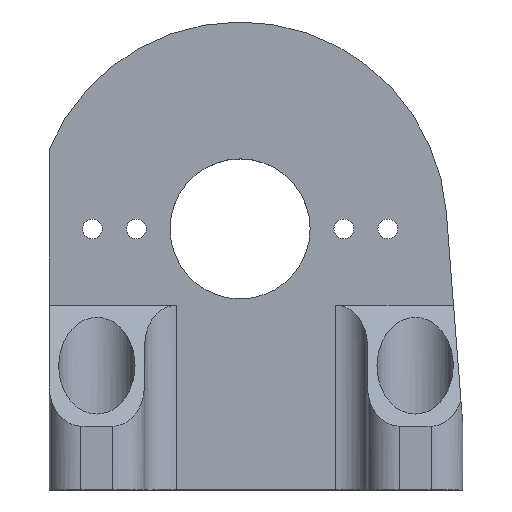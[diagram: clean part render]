
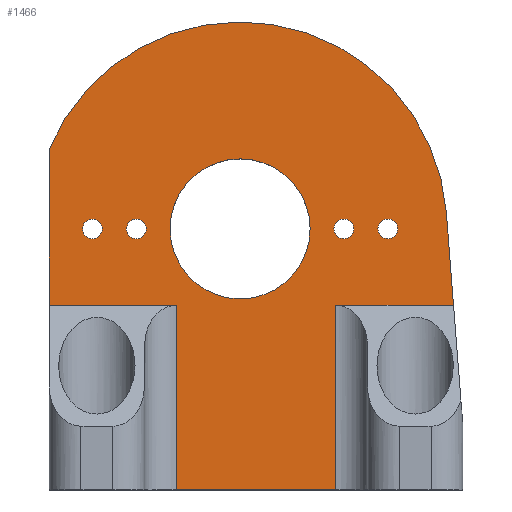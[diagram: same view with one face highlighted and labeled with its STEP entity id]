
A CAD part, top view. The second image highlights one B-rep face of the part: STEP entity #1466.
In plain terms, the highlighted planar face has unit normal (0, 0, 1).
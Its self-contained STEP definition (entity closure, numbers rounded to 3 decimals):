
#185=DIRECTION('',(1.,0.,0.));
#186=VECTOR('',#185,18.527);
#187=CARTESIAN_POINT('',(15.,29.,7.));
#188=LINE('',#187,#186);
#276=DIRECTION('',(1.,0.,0.));
#277=VECTOR('',#276,20.);
#278=CARTESIAN_POINT('',(-30.,29.,7.));
#279=LINE('',#278,#277);
#308=CARTESIAN_POINT('',(0.,41.,7.));
#309=DIRECTION('',(0.,0.,-1.));
#310=DIRECTION('',(1.,0.,0.));
#311=AXIS2_PLACEMENT_3D('',#308,#309,#310);
#313=CARTESIAN_POINT('',(0.,41.,7.));
#314=DIRECTION('',(0.,0.,-1.));
#315=DIRECTION('',(-1.,0.,0.));
#316=AXIS2_PLACEMENT_3D('',#313,#314,#315);
#318=CARTESIAN_POINT('',(16.3,41.,7.));
#319=DIRECTION('',(0.,0.,-1.));
#320=DIRECTION('',(-1.,0.,0.));
#321=AXIS2_PLACEMENT_3D('',#318,#319,#320);
#323=CARTESIAN_POINT('',(16.3,41.,7.));
#324=DIRECTION('',(0.,0.,-1.));
#325=DIRECTION('',(1.,0.,0.));
#326=AXIS2_PLACEMENT_3D('',#323,#324,#325);
#328=CARTESIAN_POINT('',(-16.3,41.,7.));
#329=DIRECTION('',(0.,0.,-1.));
#330=DIRECTION('',(-1.,0.,0.));
#331=AXIS2_PLACEMENT_3D('',#328,#329,#330);
#333=CARTESIAN_POINT('',(-16.3,41.,7.));
#334=DIRECTION('',(0.,0.,-1.));
#335=DIRECTION('',(1.,0.,0.));
#336=AXIS2_PLACEMENT_3D('',#333,#334,#335);
#338=CARTESIAN_POINT('',(23.2,41.,7.));
#339=DIRECTION('',(0.,0.,-1.));
#340=DIRECTION('',(-1.,0.,0.));
#341=AXIS2_PLACEMENT_3D('',#338,#339,#340);
#343=CARTESIAN_POINT('',(23.2,41.,7.));
#344=DIRECTION('',(0.,0.,-1.));
#345=DIRECTION('',(1.,0.,0.));
#346=AXIS2_PLACEMENT_3D('',#343,#344,#345);
#348=CARTESIAN_POINT('',(-23.2,41.,7.));
#349=DIRECTION('',(0.,0.,-1.));
#350=DIRECTION('',(-1.,0.,0.));
#351=AXIS2_PLACEMENT_3D('',#348,#349,#350);
#353=CARTESIAN_POINT('',(-23.2,41.,7.));
#354=DIRECTION('',(0.,0.,-1.));
#355=DIRECTION('',(1.,0.,0.));
#356=AXIS2_PLACEMENT_3D('',#353,#354,#355);
#358=DIRECTION('',(0.,1.,0.));
#359=VECTOR('',#358,29.);
#360=CARTESIAN_POINT('',(15.,0.,7.));
#361=LINE('',#360,#359);
#362=DIRECTION('',(1.,0.,0.));
#363=VECTOR('',#362,25.);
#364=CARTESIAN_POINT('',(-10.,0.,7.));
#365=LINE('',#364,#363);
#366=DIRECTION('',(0.,-1.,0.));
#367=VECTOR('',#366,29.);
#368=CARTESIAN_POINT('',(-10.,29.,7.));
#369=LINE('',#368,#367);
#370=DIRECTION('',(0.,1.,0.));
#371=VECTOR('',#370,24.5);
#372=CARTESIAN_POINT('',(-30.,29.,7.));
#373=LINE('',#372,#371);
#374=CARTESIAN_POINT('',(0.,41.,7.));
#375=DIRECTION('',(0.,0.,1.));
#376=DIRECTION('',(0.997,0.077,0.));
#377=AXIS2_PLACEMENT_3D('',#374,#375,#376);
#379=DIRECTION('',(-0.077,0.997,0.));
#380=VECTOR('',#379,14.555);
#381=CARTESIAN_POINT('',(33.527,29.,7.));
#382=LINE('',#381,#380);
#891=CARTESIAN_POINT('',(11.,41.,7.));
#892=CARTESIAN_POINT('',(-11.,41.,7.));
#893=VERTEX_POINT('',#891);
#894=VERTEX_POINT('',#892);
#899=CARTESIAN_POINT('',(-30.,53.5,7.));
#900=VERTEX_POINT('',#899);
#913=CARTESIAN_POINT('',(32.403,43.511,7.));
#914=VERTEX_POINT('',#913);
#947=CARTESIAN_POINT('',(14.75,41.,7.));
#948=CARTESIAN_POINT('',(17.85,41.,7.));
#949=VERTEX_POINT('',#947);
#950=VERTEX_POINT('',#948);
#951=CARTESIAN_POINT('',(-17.85,41.,7.));
#952=CARTESIAN_POINT('',(-14.75,41.,7.));
#953=VERTEX_POINT('',#951);
#954=VERTEX_POINT('',#952);
#955=CARTESIAN_POINT('',(21.65,41.,7.));
#956=CARTESIAN_POINT('',(24.75,41.,7.));
#957=VERTEX_POINT('',#955);
#958=VERTEX_POINT('',#956);
#959=CARTESIAN_POINT('',(-24.75,41.,7.));
#960=CARTESIAN_POINT('',(-21.65,41.,7.));
#961=VERTEX_POINT('',#959);
#962=VERTEX_POINT('',#960);
#1083=CARTESIAN_POINT('',(-30.,29.,7.));
#1084=VERTEX_POINT('',#1083);
#1091=CARTESIAN_POINT('',(33.527,29.,7.));
#1092=VERTEX_POINT('',#1091);
#1127=CARTESIAN_POINT('',(15.,0.,7.));
#1128=CARTESIAN_POINT('',(15.,29.,7.));
#1129=VERTEX_POINT('',#1127);
#1130=VERTEX_POINT('',#1128);
#1135=CARTESIAN_POINT('',(-10.,29.,7.));
#1136=CARTESIAN_POINT('',(-10.,0.,7.));
#1137=VERTEX_POINT('',#1135);
#1138=VERTEX_POINT('',#1136);
#1416=CARTESIAN_POINT('',(0.,0.,7.));
#1417=DIRECTION('',(0.,0.,1.));
#1418=DIRECTION('',(1.,0.,0.));
#1419=AXIS2_PLACEMENT_3D('',#1416,#1417,#1418);
#1420=PLANE('',#1419);
#1422=ORIENTED_EDGE('',*,*,#1421,.F.);
#1424=ORIENTED_EDGE('',*,*,#1423,.F.);
#1426=ORIENTED_EDGE('',*,*,#1425,.F.);
#1427=ORIENTED_EDGE('',*,*,#1395,.F.);
#1429=ORIENTED_EDGE('',*,*,#1428,.T.);
#1431=ORIENTED_EDGE('',*,*,#1430,.F.);
#1432=ORIENTED_EDGE('',*,*,#1236,.F.);
#1433=ORIENTED_EDGE('',*,*,#1284,.F.);
#1434=EDGE_LOOP('',(#1422,#1424,#1426,#1427,#1429,#1431,#1432,#1433));
#1435=FACE_OUTER_BOUND('',#1434,.F.);
#1437=ORIENTED_EDGE('',*,*,#1436,.F.);
#1439=ORIENTED_EDGE('',*,*,#1438,.F.);
#1440=EDGE_LOOP('',(#1437,#1439));
#1441=FACE_BOUND('',#1440,.F.);
#1443=ORIENTED_EDGE('',*,*,#1442,.F.);
#1445=ORIENTED_EDGE('',*,*,#1444,.F.);
#1446=EDGE_LOOP('',(#1443,#1445));
#1447=FACE_BOUND('',#1446,.F.);
#1449=ORIENTED_EDGE('',*,*,#1448,.F.);
#1451=ORIENTED_EDGE('',*,*,#1450,.F.);
#1452=EDGE_LOOP('',(#1449,#1451));
#1453=FACE_BOUND('',#1452,.F.);
#1455=ORIENTED_EDGE('',*,*,#1454,.F.);
#1457=ORIENTED_EDGE('',*,*,#1456,.F.);
#1458=EDGE_LOOP('',(#1455,#1457));
#1459=FACE_BOUND('',#1458,.F.);
#1461=ORIENTED_EDGE('',*,*,#1460,.F.);
#1463=ORIENTED_EDGE('',*,*,#1462,.F.);
#1464=EDGE_LOOP('',(#1461,#1463));
#1465=FACE_BOUND('',#1464,.F.);
#1466=ADVANCED_FACE('',(#1435,#1441,#1447,#1453,#1459,#1465),#1420,.T.);
#312=CIRCLE('',#311,11.);
#317=CIRCLE('',#316,11.);
#322=CIRCLE('',#321,1.55);
#327=CIRCLE('',#326,1.55);
#332=CIRCLE('',#331,1.55);
#337=CIRCLE('',#336,1.55);
#342=CIRCLE('',#341,1.55);
#347=CIRCLE('',#346,1.55);
#352=CIRCLE('',#351,1.55);
#357=CIRCLE('',#356,1.55);
#378=CIRCLE('',#377,32.5);
#1236=EDGE_CURVE('',#1092,#914,#382,.T.);
#1284=EDGE_CURVE('',#1130,#1092,#188,.T.);
#1395=EDGE_CURVE('',#1084,#1137,#279,.T.);
#1421=EDGE_CURVE('',#1129,#1130,#361,.T.);
#1423=EDGE_CURVE('',#1138,#1129,#365,.T.);
#1425=EDGE_CURVE('',#1137,#1138,#369,.T.);
#1428=EDGE_CURVE('',#1084,#900,#373,.T.);
#1430=EDGE_CURVE('',#914,#900,#378,.T.);
#1436=EDGE_CURVE('',#949,#950,#322,.T.);
#1438=EDGE_CURVE('',#950,#949,#327,.T.);
#1442=EDGE_CURVE('',#953,#954,#332,.T.);
#1444=EDGE_CURVE('',#954,#953,#337,.T.);
#1448=EDGE_CURVE('',#957,#958,#342,.T.);
#1450=EDGE_CURVE('',#958,#957,#347,.T.);
#1454=EDGE_CURVE('',#961,#962,#352,.T.);
#1456=EDGE_CURVE('',#962,#961,#357,.T.);
#1460=EDGE_CURVE('',#893,#894,#312,.T.);
#1462=EDGE_CURVE('',#894,#893,#317,.T.);
